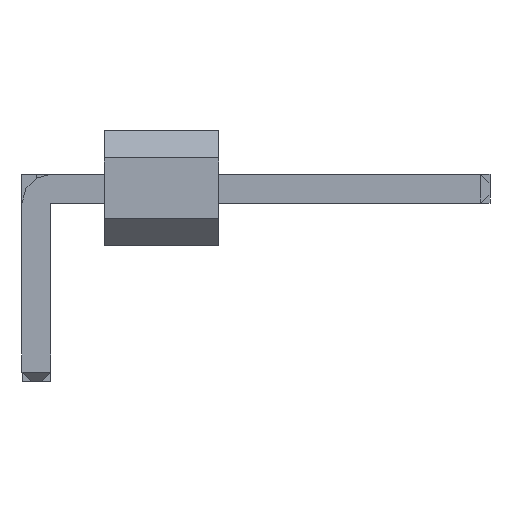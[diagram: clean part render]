
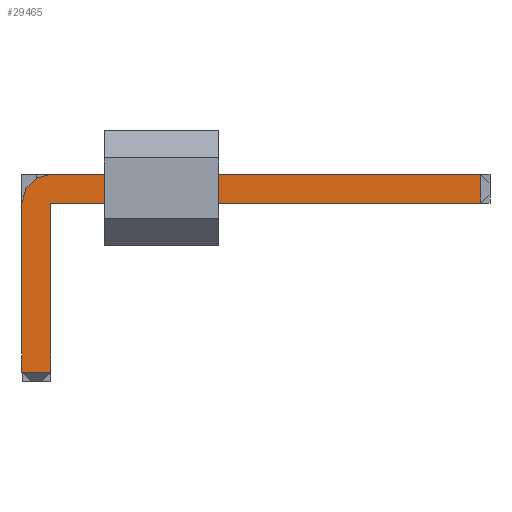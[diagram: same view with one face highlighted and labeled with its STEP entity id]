
A CAD part, front view. The second image highlights one B-rep face of the part: STEP entity #29465.
In plain terms, the highlighted planar face has unit normal (0, -1, 0).
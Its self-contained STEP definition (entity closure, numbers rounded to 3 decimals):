
#29250 = VERTEX_POINT('',#29251);
#29251 = CARTESIAN_POINT('',(0.32,-0.32,1.58));
#29257 = EDGE_CURVE('',#29250,#29258,#29260,.T.);
#29258 = VERTEX_POINT('',#29259);
#29259 = CARTESIAN_POINT('',(9.84,-0.32,1.58));
#29260 = LINE('',#29261,#29262);
#29261 = CARTESIAN_POINT('',(0.,-0.32,1.58));
#29262 = VECTOR('',#29263,1.);
#29263 = DIRECTION('',(1.,0.,0.));
#29281 = VERTEX_POINT('',#29282);
#29282 = CARTESIAN_POINT('',(-0.32,-0.32,0.94));
#29288 = EDGE_CURVE('',#29250,#29281,#29289,.T.);
#29289 = CIRCLE('',#29290,0.64);
#29290 = AXIS2_PLACEMENT_3D('',#29291,#29292,#29293);
#29291 = CARTESIAN_POINT('',(0.32,-0.32,0.94));
#29292 = DIRECTION('',(0.,-1.,0.));
#29293 = DIRECTION('',(0.,0.,-1.));
#29337 = VERTEX_POINT('',#29338);
#29338 = CARTESIAN_POINT('',(-0.32,-0.32,-2.8));
#29344 = EDGE_CURVE('',#29281,#29337,#29345,.T.);
#29345 = LINE('',#29346,#29347);
#29346 = CARTESIAN_POINT('',(-0.32,-0.32,0.94));
#29347 = VECTOR('',#29348,1.);
#29348 = DIRECTION('',(0.,0.,-1.));
#29361 = VERTEX_POINT('',#29362);
#29362 = CARTESIAN_POINT('',(9.84,-0.32,0.94));
#29368 = EDGE_CURVE('',#29361,#29369,#29371,.T.);
#29369 = VERTEX_POINT('',#29370);
#29370 = CARTESIAN_POINT('',(0.32,-0.32,0.94));
#29371 = LINE('',#29372,#29373);
#29372 = CARTESIAN_POINT('',(0.,-0.32,0.94));
#29373 = VECTOR('',#29374,1.);
#29374 = DIRECTION('',(-1.,0.,0.));
#29423 = VERTEX_POINT('',#29424);
#29424 = CARTESIAN_POINT('',(0.32,-0.32,-2.8));
#29430 = EDGE_CURVE('',#29369,#29423,#29431,.T.);
#29431 = LINE('',#29432,#29433);
#29432 = CARTESIAN_POINT('',(0.32,-0.32,0.94));
#29433 = VECTOR('',#29434,1.);
#29434 = DIRECTION('',(0.,0.,-1.));
#29465 = ADVANCED_FACE('',(#29466),#29485,.T.);
#29466 = FACE_BOUND('',#29467,.T.);
#29467 = EDGE_LOOP('',(#29468,#29469,#29470,#29471,#29477,#29478,#29479)
  );
#29468 = ORIENTED_EDGE('',*,*,#29257,.F.);
#29469 = ORIENTED_EDGE('',*,*,#29288,.T.);
#29470 = ORIENTED_EDGE('',*,*,#29344,.T.);
#29471 = ORIENTED_EDGE('',*,*,#29472,.F.);
#29472 = EDGE_CURVE('',#29423,#29337,#29473,.T.);
#29473 = LINE('',#29474,#29475);
#29474 = CARTESIAN_POINT('',(0.32,-0.32,-2.8));
#29475 = VECTOR('',#29476,1.);
#29476 = DIRECTION('',(-1.,0.,0.));
#29477 = ORIENTED_EDGE('',*,*,#29430,.F.);
#29478 = ORIENTED_EDGE('',*,*,#29368,.F.);
#29479 = ORIENTED_EDGE('',*,*,#29480,.F.);
#29480 = EDGE_CURVE('',#29258,#29361,#29481,.T.);
#29481 = LINE('',#29482,#29483);
#29482 = CARTESIAN_POINT('',(9.84,-0.32,1.58));
#29483 = VECTOR('',#29484,1.);
#29484 = DIRECTION('',(0.,0.,-1.));
#29485 = PLANE('',#29486);
#29486 = AXIS2_PLACEMENT_3D('',#29487,#29488,#29489);
#29487 = CARTESIAN_POINT('',(3.578,-0.32,
    0.572));
#29488 = DIRECTION('',(0.,-1.,0.));
#29489 = DIRECTION('',(-1.,0.,0.));
